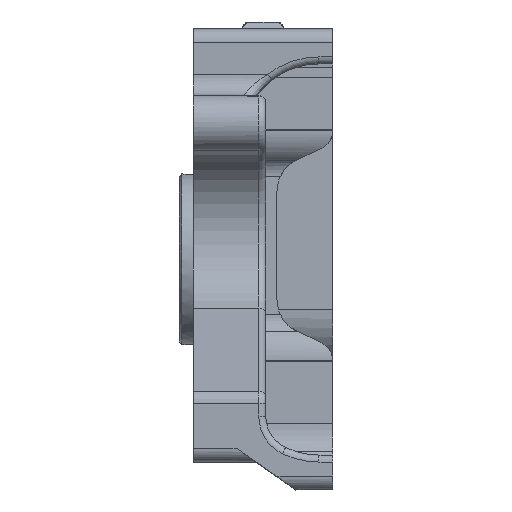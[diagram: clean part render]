
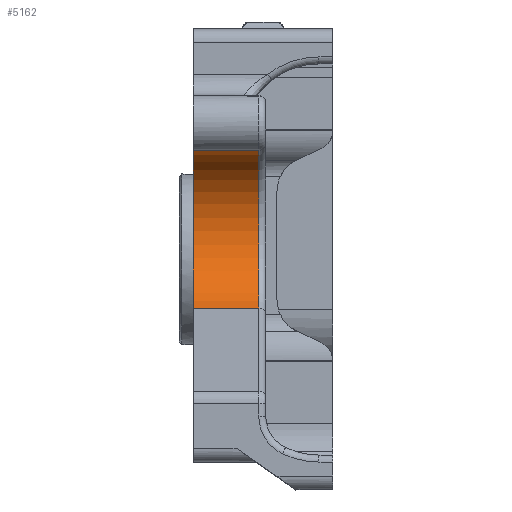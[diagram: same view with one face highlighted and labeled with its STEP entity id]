
A CAD part, left-side view. The second image highlights one B-rep face of the part: STEP entity #5162.
In plain terms, the highlighted cylindrical face has radius 12 mm (diameter 24 mm), a partial arc.
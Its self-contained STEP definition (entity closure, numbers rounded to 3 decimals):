
#322=FACE_OUTER_BOUND('',#629,.T.);
#629=EDGE_LOOP('',(#3538,#3539,#3540,#3541));
#1024=CIRCLE('',#5533,12.);
#1025=CIRCLE('',#5534,12.);
#1277=LINE('',#7940,#1742);
#1280=LINE('',#7957,#1745);
#1742=VECTOR('',#6161,10.);
#1745=VECTOR('',#6170,10.);
#2220=VERTEX_POINT('',#7938);
#2221=VERTEX_POINT('',#7939);
#2225=VERTEX_POINT('',#7955);
#2226=VERTEX_POINT('',#7956);
#2733=EDGE_CURVE('',#2220,#2221,#1277,.T.);
#2739=EDGE_CURVE('',#2225,#2226,#1280,.T.);
#2740=EDGE_CURVE('',#2220,#2225,#1024,.T.);
#2741=EDGE_CURVE('',#2226,#2221,#1025,.T.);
#3538=ORIENTED_EDGE('',*,*,#2739,.F.);
#3539=ORIENTED_EDGE('',*,*,#2740,.F.);
#3540=ORIENTED_EDGE('',*,*,#2733,.T.);
#3541=ORIENTED_EDGE('',*,*,#2741,.F.);
#5043=CYLINDRICAL_SURFACE('',#5532,12.);
#5162=ADVANCED_FACE('',(#322),#5043,.F.);
#5532=AXIS2_PLACEMENT_3D('',#7954,#6168,#6169);
#5533=AXIS2_PLACEMENT_3D('',#7958,#6171,#6172);
#5534=AXIS2_PLACEMENT_3D('',#7959,#6173,#6174);
#6161=DIRECTION('',(0.,1.,0.));
#6168=DIRECTION('center_axis',(0.,1.,0.));
#6169=DIRECTION('ref_axis',(1.,0.,0.));
#6170=DIRECTION('',(0.,1.,0.));
#6171=DIRECTION('center_axis',(0.,1.,0.));
#6172=DIRECTION('ref_axis',(0.996,0.,0.084));
#6173=DIRECTION('center_axis',(0.,-1.,0.));
#6174=DIRECTION('ref_axis',(1.,0.,0.));
#7938=CARTESIAN_POINT('',(-7.2,-47.399,-75.477));
#7939=CARTESIAN_POINT('',(-7.2,-38.,-75.477));
#7940=CARTESIAN_POINT('',(-7.2,-38.5,-75.477));
#7954=CARTESIAN_POINT('Origin',(-10.2,-48.399,-87.096));
#7955=CARTESIAN_POINT('',(-5.286,-47.399,-98.044));
#7956=CARTESIAN_POINT('',(-5.286,-38.,-98.044));
#7957=CARTESIAN_POINT('',(-5.286,-38.5,-98.044));
#7958=CARTESIAN_POINT('Origin',(-10.2,-47.399,-87.096));
#7959=CARTESIAN_POINT('Origin',(-10.2,-38.,-87.096));
